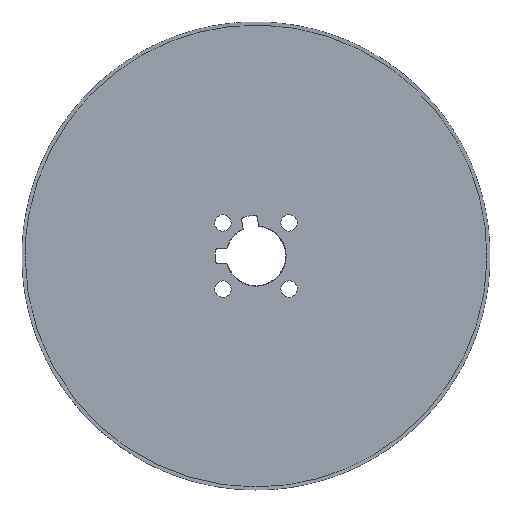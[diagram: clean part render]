
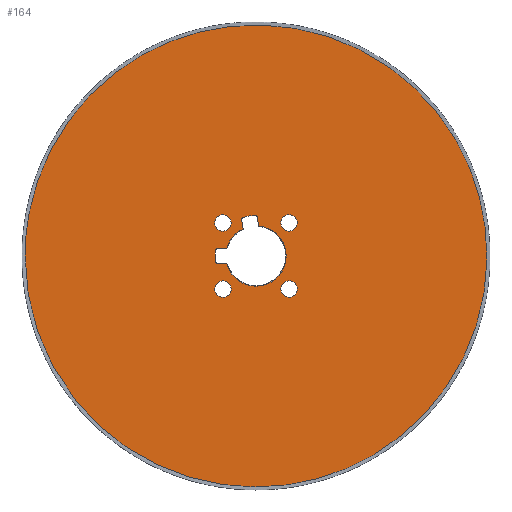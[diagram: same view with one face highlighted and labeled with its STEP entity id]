
A CAD part, top view. The second image highlights one B-rep face of the part: STEP entity #164.
In plain terms, the highlighted planar face has unit normal (0, 0, 1).
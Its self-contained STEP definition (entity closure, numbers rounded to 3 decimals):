
#164=ADVANCED_FACE('TB_SU_5',(#205,#206,#207,#208,#209,#210),#199,.T.);
#199=PLANE('',#1001);
#205=FACE_BOUND('',#235,.T.);
#206=FACE_BOUND('',#236,.T.);
#207=FACE_BOUND('',#237,.T.);
#208=FACE_BOUND('',#238,.T.);
#209=FACE_BOUND('',#239,.T.);
#210=FACE_BOUND('',#240,.T.);
#235=EDGE_LOOP('',(#337,#338,#339,#340,#341,#342,#343,#344,#345,#346,#347,
#348,#349,#350,#351,#352,#353,#354));
#236=EDGE_LOOP('',(#355));
#237=EDGE_LOOP('',(#356));
#238=EDGE_LOOP('',(#357));
#239=EDGE_LOOP('',(#358));
#240=EDGE_LOOP('',(#359));
#289=LINE('',#1378,#313);
#290=LINE('',#1386,#314);
#291=LINE('',#1398,#315);
#292=LINE('',#1406,#316);
#313=VECTOR('',#1127,1.);
#314=VECTOR('',#1134,1.);
#315=VECTOR('',#1145,1.);
#316=VECTOR('',#1152,1.);
#337=ORIENTED_EDGE('',*,*,#571,.F.);
#338=ORIENTED_EDGE('',*,*,#572,.T.);
#339=ORIENTED_EDGE('',*,*,#573,.T.);
#340=ORIENTED_EDGE('',*,*,#574,.F.);
#341=ORIENTED_EDGE('',*,*,#575,.T.);
#342=ORIENTED_EDGE('',*,*,#576,.F.);
#343=ORIENTED_EDGE('',*,*,#577,.T.);
#344=ORIENTED_EDGE('',*,*,#578,.T.);
#345=ORIENTED_EDGE('',*,*,#579,.F.);
#346=ORIENTED_EDGE('',*,*,#580,.F.);
#347=ORIENTED_EDGE('',*,*,#581,.F.);
#348=ORIENTED_EDGE('',*,*,#582,.T.);
#349=ORIENTED_EDGE('',*,*,#583,.T.);
#350=ORIENTED_EDGE('',*,*,#584,.F.);
#351=ORIENTED_EDGE('',*,*,#585,.T.);
#352=ORIENTED_EDGE('',*,*,#586,.F.);
#353=ORIENTED_EDGE('',*,*,#587,.T.);
#354=ORIENTED_EDGE('',*,*,#588,.T.);
#355=ORIENTED_EDGE('',*,*,#589,.T.);
#356=ORIENTED_EDGE('',*,*,#590,.T.);
#357=ORIENTED_EDGE('',*,*,#591,.T.);
#358=ORIENTED_EDGE('',*,*,#592,.T.);
#359=ORIENTED_EDGE('',*,*,#593,.T.);
#509=VERTEX_POINT('',#1374);
#510=VERTEX_POINT('',#1375);
#511=VERTEX_POINT('',#1377);
#512=VERTEX_POINT('',#1379);
#513=VERTEX_POINT('',#1381);
#514=VERTEX_POINT('',#1383);
#515=VERTEX_POINT('',#1385);
#516=VERTEX_POINT('',#1387);
#517=VERTEX_POINT('',#1389);
#518=VERTEX_POINT('',#1391);
#519=VERTEX_POINT('',#1393);
#520=VERTEX_POINT('',#1395);
#521=VERTEX_POINT('',#1397);
#522=VERTEX_POINT('',#1399);
#523=VERTEX_POINT('',#1401);
#524=VERTEX_POINT('',#1403);
#525=VERTEX_POINT('',#1405);
#526=VERTEX_POINT('',#1407);
#527=VERTEX_POINT('',#1410);
#528=VERTEX_POINT('',#1412);
#529=VERTEX_POINT('',#1414);
#530=VERTEX_POINT('',#1416);
#531=VERTEX_POINT('',#1418);
#571=EDGE_CURVE('',#509,#510,#657,.T.);
#572=EDGE_CURVE('',#509,#511,#658,.T.);
#573=EDGE_CURVE('',#511,#512,#289,.T.);
#574=EDGE_CURVE('',#513,#512,#659,.T.);
#575=EDGE_CURVE('',#513,#514,#660,.T.);
#576=EDGE_CURVE('',#515,#514,#661,.T.);
#577=EDGE_CURVE('',#515,#516,#290,.T.);
#578=EDGE_CURVE('',#516,#517,#662,.T.);
#579=EDGE_CURVE('',#518,#517,#663,.T.);
#580=EDGE_CURVE('',#519,#518,#664,.T.);
#581=EDGE_CURVE('',#520,#519,#665,.T.);
#582=EDGE_CURVE('',#520,#521,#666,.T.);
#583=EDGE_CURVE('',#521,#522,#291,.T.);
#584=EDGE_CURVE('',#523,#522,#667,.T.);
#585=EDGE_CURVE('',#523,#524,#668,.T.);
#586=EDGE_CURVE('',#525,#524,#669,.T.);
#587=EDGE_CURVE('',#525,#526,#292,.T.);
#588=EDGE_CURVE('',#526,#510,#670,.T.);
#589=EDGE_CURVE('',#527,#527,#671,.T.);
#590=EDGE_CURVE('',#528,#528,#672,.T.);
#591=EDGE_CURVE('',#529,#529,#673,.T.);
#592=EDGE_CURVE('',#530,#530,#674,.T.);
#593=EDGE_CURVE('',#531,#531,#675,.T.);
#657=CIRCLE('',#982,20.306);
#658=CIRCLE('',#983,0.5);
#659=CIRCLE('',#984,1.6);
#660=CIRCLE('',#985,22.);
#661=CIRCLE('',#986,1.6);
#662=CIRCLE('',#987,0.5);
#663=CIRCLE('',#988,20.306);
#664=CIRCLE('',#989,20.306);
#665=CIRCLE('',#990,20.306);
#666=CIRCLE('',#991,0.5);
#667=CIRCLE('',#992,1.6);
#668=CIRCLE('',#993,22.);
#669=CIRCLE('',#994,1.6);
#670=CIRCLE('',#995,0.5);
#671=CIRCLE('',#996,5.511);
#672=CIRCLE('',#997,5.511);
#673=CIRCLE('',#998,156.185);
#674=CIRCLE('',#999,5.511);
#675=CIRCLE('',#1000,5.511);
#982=AXIS2_PLACEMENT_3D('',#1373,#1123,#1124);
#983=AXIS2_PLACEMENT_3D('',#1376,#1125,#1126);
#984=AXIS2_PLACEMENT_3D('',#1380,#1128,#1129);
#985=AXIS2_PLACEMENT_3D('',#1382,#1130,#1131);
#986=AXIS2_PLACEMENT_3D('',#1384,#1132,#1133);
#987=AXIS2_PLACEMENT_3D('',#1388,#1135,#1136);
#988=AXIS2_PLACEMENT_3D('',#1390,#1137,#1138);
#989=AXIS2_PLACEMENT_3D('',#1392,#1139,#1140);
#990=AXIS2_PLACEMENT_3D('',#1394,#1141,#1142);
#991=AXIS2_PLACEMENT_3D('',#1396,#1143,#1144);
#992=AXIS2_PLACEMENT_3D('',#1400,#1146,#1147);
#993=AXIS2_PLACEMENT_3D('',#1402,#1148,#1149);
#994=AXIS2_PLACEMENT_3D('',#1404,#1150,#1151);
#995=AXIS2_PLACEMENT_3D('',#1408,#1153,#1154);
#996=AXIS2_PLACEMENT_3D('',#1409,#1155,#1156);
#997=AXIS2_PLACEMENT_3D('',#1411,#1157,#1158);
#998=AXIS2_PLACEMENT_3D('',#1413,#1159,#1160);
#999=AXIS2_PLACEMENT_3D('',#1415,#1161,#1162);
#1000=AXIS2_PLACEMENT_3D('',#1417,#1163,#1164);
#1001=AXIS2_PLACEMENT_3D('',#1419,#1165,#1166);
#1123=DIRECTION('',(0.,0.,1.));
#1124=DIRECTION('',(-0.292,-0.956,0.));
#1125=DIRECTION('',(0.,0.,1.));
#1126=DIRECTION('',(-0.292,-0.956,0.));
#1127=DIRECTION('',(-0.174,0.985,0.));
#1128=DIRECTION('',(0.,0.,1.));
#1129=DIRECTION('',(-0.292,-0.956,0.));
#1130=DIRECTION('',(0.,0.,-1.));
#1131=DIRECTION('',(-0.292,-0.956,0.));
#1132=DIRECTION('',(0.,0.,1.));
#1133=DIRECTION('',(-0.292,-0.956,0.));
#1134=DIRECTION('',(0.174,-0.985,0.));
#1135=DIRECTION('',(0.,0.,1.));
#1136=DIRECTION('',(-0.292,-0.956,0.));
#1137=DIRECTION('',(0.,0.,1.));
#1138=DIRECTION('',(-0.292,-0.956,0.));
#1139=DIRECTION('',(0.,0.,1.));
#1140=DIRECTION('',(-0.292,-0.956,0.));
#1141=DIRECTION('',(0.,0.,1.));
#1142=DIRECTION('',(-0.292,-0.956,0.));
#1143=DIRECTION('',(0.,0.,1.));
#1144=DIRECTION('',(-0.292,-0.956,0.));
#1145=DIRECTION('',(-1.,0.,0.));
#1146=DIRECTION('',(0.,0.,1.));
#1147=DIRECTION('',(-0.292,-0.956,0.));
#1148=DIRECTION('',(0.,0.,-1.));
#1149=DIRECTION('',(-0.292,-0.956,0.));
#1150=DIRECTION('',(0.,0.,1.));
#1151=DIRECTION('',(-0.292,-0.956,0.));
#1152=DIRECTION('',(1.,0.,0.));
#1153=DIRECTION('',(0.,0.,1.));
#1154=DIRECTION('',(-0.292,-0.956,0.));
#1155=DIRECTION('',(0.,0.,-1.));
#1156=DIRECTION('',(-0.292,-0.956,0.));
#1157=DIRECTION('',(0.,0.,-1.));
#1158=DIRECTION('',(-0.292,-0.956,0.));
#1159=DIRECTION('',(0.,0.,1.));
#1160=DIRECTION('',(-0.292,-0.956,0.));
#1161=DIRECTION('',(0.,0.,-1.));
#1162=DIRECTION('',(-0.292,-0.956,0.));
#1163=DIRECTION('',(0.,0.,-1.));
#1164=DIRECTION('',(-0.292,-0.956,0.));
#1165=DIRECTION('',(0.,0.,1.));
#1166=DIRECTION('',(-0.292,-0.956,0.));
#1373=CARTESIAN_POINT('',(0.,0.,0.));
#1374=CARTESIAN_POINT('',(-8.651,18.371,0.));
#1375=CARTESIAN_POINT('',(-19.595,5.329,0.));
#1376=CARTESIAN_POINT('',(-9.15,18.349,0.));
#1377=CARTESIAN_POINT('',(-8.658,18.436,0.));
#1378=CARTESIAN_POINT('',(-9.963,25.836,0.));
#1379=CARTESIAN_POINT('',(-9.672,24.189,0.));
#1380=CARTESIAN_POINT('',(-8.097,24.466,0.));
#1381=CARTESIAN_POINT('',(-8.657,25.965,0.));
#1382=CARTESIAN_POINT('',(-0.945,5.361,0.));
#1383=CARTESIAN_POINT('',(-0.745,27.36,0.));
#1384=CARTESIAN_POINT('',(-0.76,25.76,0.));
#1385=CARTESIAN_POINT('',(0.816,26.038,0.));
#1386=CARTESIAN_POINT('',(0.525,27.685,0.));
#1387=CARTESIAN_POINT('',(1.83,20.285,0.));
#1388=CARTESIAN_POINT('',(2.323,20.372,0.));
#1389=CARTESIAN_POINT('',(1.846,20.222,0.));
#1390=CARTESIAN_POINT('',(0.,0.,0.));
#1391=CARTESIAN_POINT('',(20.306,0.,0.));
#1392=CARTESIAN_POINT('',(0.,0.,0.));
#1393=CARTESIAN_POINT('',(0.,-20.306,0.));
#1394=CARTESIAN_POINT('',(0.,0.,0.));
#1395=CARTESIAN_POINT('',(-19.595,-5.329,0.));
#1396=CARTESIAN_POINT('',(-19.659,-5.825,0.));
#1397=CARTESIAN_POINT('',(-19.659,-5.325,0.));
#1398=CARTESIAN_POINT('',(-156.485,-5.325,0.));
#1399=CARTESIAN_POINT('',(-25.501,-5.325,0.));
#1400=CARTESIAN_POINT('',(-25.501,-3.725,0.));
#1401=CARTESIAN_POINT('',(-27.074,-4.017,0.));
#1402=CARTESIAN_POINT('',(-5.444,0.,0.));
#1403=CARTESIAN_POINT('',(-27.074,4.017,0.));
#1404=CARTESIAN_POINT('',(-25.501,3.725,0.));
#1405=CARTESIAN_POINT('',(-25.501,5.325,0.));
#1406=CARTESIAN_POINT('',(-156.485,5.325,0.));
#1407=CARTESIAN_POINT('',(-19.659,5.325,0.));
#1408=CARTESIAN_POINT('',(-19.659,5.825,0.));
#1409=CARTESIAN_POINT('',(22.274,22.274,0.));
#1410=CARTESIAN_POINT('',(20.663,17.004,0.));
#1411=CARTESIAN_POINT('',(-22.274,22.274,0.));
#1412=CARTESIAN_POINT('',(-23.885,17.004,0.));
#1413=CARTESIAN_POINT('',(0.,0.,0.));
#1414=CARTESIAN_POINT('',(-45.664,-149.361,0.));
#1415=CARTESIAN_POINT('',(-22.274,-22.274,0.));
#1416=CARTESIAN_POINT('',(-23.885,-27.544,0.));
#1417=CARTESIAN_POINT('',(22.274,-22.274,0.));
#1418=CARTESIAN_POINT('',(20.663,-27.544,0.));
#1419=CARTESIAN_POINT('',(-156.485,0.,0.));
